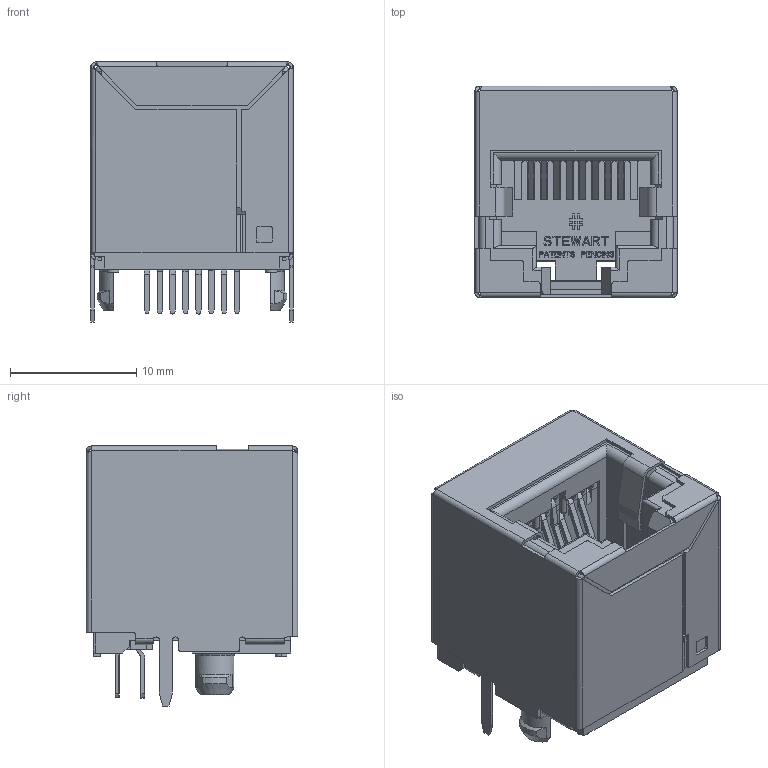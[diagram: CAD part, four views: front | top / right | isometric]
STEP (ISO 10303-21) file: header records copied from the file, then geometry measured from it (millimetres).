
FILE_DESCRIPTION((''),'2;1');
FILE_NAME('SS-60000-008','2011-10-05T',('tedm'),('Stewart Connectors'),'PRO/ENGINEER BY PARAMETRIC TECHNOLOGY CORPORATION, 2010040','PRO/ENGINEER BY PARAMETRIC TECHNOLOGY CORPORATION, 2010040','');
FILE_SCHEMA(('CONFIG_CONTROL_DESIGN'));
Length unit declared in the file: inch
Products named in the file (1): SS-60000-008
Bounding box: 16 x 16.74 x 20.57 mm (x, y, z)
Volume: 2453.1 mm3; surface area: 4964.1 mm2
Topology: 1 solids, 21 shells, 1711 faces, 4749 edges, 3109 vertices
Faces by surface type: plane 1329, cylinder 312, bspline 58, sphere 6, cone 4, torus 2
Entity records: 56887 total; most frequent: CARTESIAN_POINT 13043, ORIENTED_EDGE 9498, DIRECTION 8468, EDGE_CURVE 4749, VECTOR 3978, LINE 3978, VERTEX_POINT 3109, AXIS2_PLACEMENT_3D 2245
